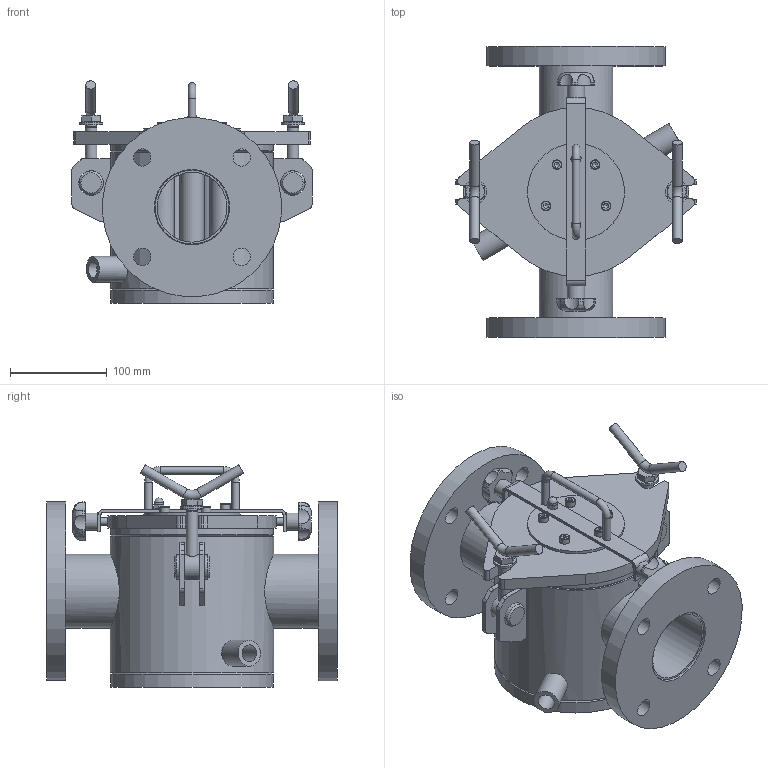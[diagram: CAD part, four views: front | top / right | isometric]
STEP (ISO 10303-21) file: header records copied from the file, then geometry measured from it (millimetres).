
FILE_DESCRIPTION(/* description */ (''),/* implementation_level */ '2;1');
FILE_NAME(/* name */ 'SSFD006538 A.stp',/* time_stamp */ '2018-09-06T07:58:46+02:00',/* author */ ('cr'),/* organization */ (''),/* preprocessor_version */ 'ST-DEVELOPER v16.5',/* originating_system */ 'Autodesk Inventor 2017',/* authorisation */ '');
FILE_SCHEMA (('CONFIG_CONTROL_DESIGN'));
Length unit declared in the file: millimetre
Products named in the file (1): Part1
Bounding box: 248 x 300 x 229.31 mm (x, y, z)
Volume: 2329714.1 mm3; surface area: 733919.1 mm2
Topology: 12 solids, 23 shells, 475 faces, 1107 edges, 736 vertices
Faces by surface type: plane 207, cylinder 177, cone 51, torus 29, bspline 10, sphere 1
Full cylindrical faces by diameter (mm): 4.917 x6, 6 x6, 6.1 x5, 6.5 x2, 6.647 x4, 8 x5, 9.5 x1, 10 x11, 11.053 x2, 12 x3, 13 x2, 17.2 x2, 17.294 x2, 18 x10, 20 x2, 24 x7, 25 x7, 25.35 x4, 26.5 x2, 72.1 x2, 76.1 x6, 77.5 x2, 100 x1, 109.1 x2, 114.3 x1, 115 x1, 122 x1, 130 x1, 161.5 x1, 168.3 x3
Entity records: 14744 total; most frequent: CARTESIAN_POINT 4430, DIRECTION 2030, ORIENTED_EDGE 1752, EDGE_CURVE 871, AXIS2_PLACEMENT_3D 858, EDGE_LOOP 742, VERTEX_POINT 655, STYLED_ITEM 485
